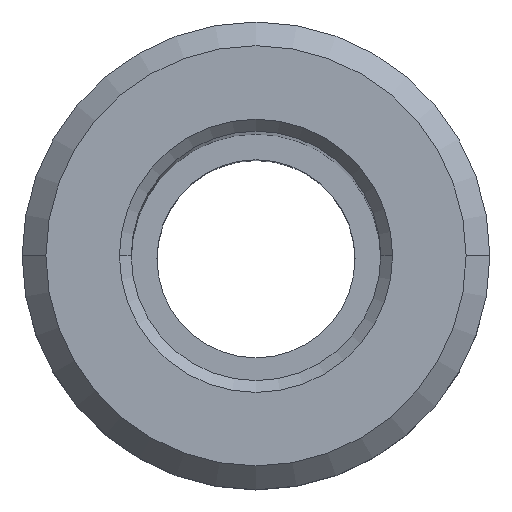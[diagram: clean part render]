
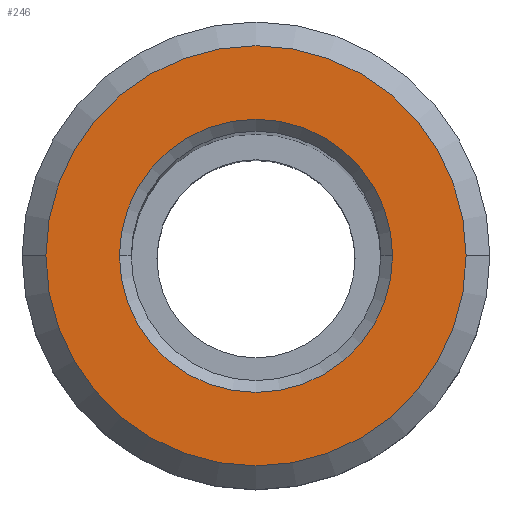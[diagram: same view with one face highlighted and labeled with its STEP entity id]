
A CAD part, top view. The second image highlights one B-rep face of the part: STEP entity #246.
In plain terms, the highlighted planar face has unit normal (0, 0, 1).
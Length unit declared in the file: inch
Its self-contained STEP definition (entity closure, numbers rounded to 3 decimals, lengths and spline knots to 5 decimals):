
#42 = EDGE_CURVE ( 'NONE', #1030, #428, #332, .T. ) ;
#97 = ORIENTED_EDGE ( 'NONE', *, *, #42, .T. ) ;
#119 = DIRECTION ( 'NONE',  ( 0., 0., -1. ) ) ;
#123 = ORIENTED_EDGE ( 'NONE', *, *, #1054, .T. ) ;
#132 = CARTESIAN_POINT ( 'NONE',  ( 0., 0., 0. ) ) ;
#141 = AXIS2_PLACEMENT_3D ( 'NONE', #581, #905, #177 ) ;
#156 = ORIENTED_EDGE ( 'NONE', *, *, #282, .T. ) ;
#162 = PLANE ( 'NONE',  #368 ) ;
#177 = DIRECTION ( 'NONE',  ( -1., 0., 0. ) ) ;
#207 = DIRECTION ( 'NONE',  ( -1., 0., 0. ) ) ;
#245 = EDGE_LOOP ( 'NONE', ( #666, #97 ) ) ;
#246 = ADVANCED_FACE ( 'NONE', ( #994, #345 ), #162, .F. ) ;
#247 = DIRECTION ( 'NONE',  ( 0., 0., 1. ) ) ;
#282 = EDGE_CURVE ( 'NONE', #972, #290, #449, .T. ) ;
#290 = VERTEX_POINT ( 'NONE', #855 ) ;
#293 = DIRECTION ( 'NONE',  ( 0., 0., -1. ) ) ;
#312 = DIRECTION ( 'NONE',  ( -1., 0., 0. ) ) ;
#332 = CIRCLE ( 'NONE', #463, 0.17248 ) ;
#345 = FACE_BOUND ( 'NONE', #245, .T. ) ;
#368 = AXIS2_PLACEMENT_3D ( 'NONE', #668, #488, #813 ) ;
#389 = CARTESIAN_POINT ( 'NONE',  ( 0.17248, 0., 0. ) ) ;
#428 = VERTEX_POINT ( 'NONE', #389 ) ;
#447 = CARTESIAN_POINT ( 'NONE',  ( 0.26528, 0., 0. ) ) ;
#449 = CIRCLE ( 'NONE', #141, 0.26528 ) ;
#463 = AXIS2_PLACEMENT_3D ( 'NONE', #523, #293, #207 ) ;
#488 = DIRECTION ( 'NONE',  ( 0., 0., -1. ) ) ;
#523 = CARTESIAN_POINT ( 'NONE',  ( 0., 0., 0. ) ) ;
#562 = CARTESIAN_POINT ( 'NONE',  ( 0., 0., 0. ) ) ;
#581 = CARTESIAN_POINT ( 'NONE',  ( 0., 0., 0. ) ) ;
#584 = EDGE_LOOP ( 'NONE', ( #123, #156 ) ) ;
#642 = AXIS2_PLACEMENT_3D ( 'NONE', #562, #247, #655 ) ;
#655 = DIRECTION ( 'NONE',  ( -1., 0., 0. ) ) ;
#666 = ORIENTED_EDGE ( 'NONE', *, *, #949, .T. ) ;
#668 = CARTESIAN_POINT ( 'NONE',  ( 0., 0.29528, 0. ) ) ;
#676 = AXIS2_PLACEMENT_3D ( 'NONE', #132, #119, #312 ) ;
#813 = DIRECTION ( 'NONE',  ( -1., 0., 0. ) ) ;
#845 = CIRCLE ( 'NONE', #676, 0.17248 ) ;
#855 = CARTESIAN_POINT ( 'NONE',  ( -0.26528, 0., 0. ) ) ;
#905 = DIRECTION ( 'NONE',  ( 0., 0., 1. ) ) ;
#915 = CIRCLE ( 'NONE', #642, 0.26528 ) ;
#949 = EDGE_CURVE ( 'NONE', #428, #1030, #845, .T. ) ;
#958 = CARTESIAN_POINT ( 'NONE',  ( -0.17248, 0., 0. ) ) ;
#972 = VERTEX_POINT ( 'NONE', #447 ) ;
#994 = FACE_OUTER_BOUND ( 'NONE', #584, .T. ) ;
#1030 = VERTEX_POINT ( 'NONE', #958 ) ;
#1054 = EDGE_CURVE ( 'NONE', #290, #972, #915, .T. ) ;
